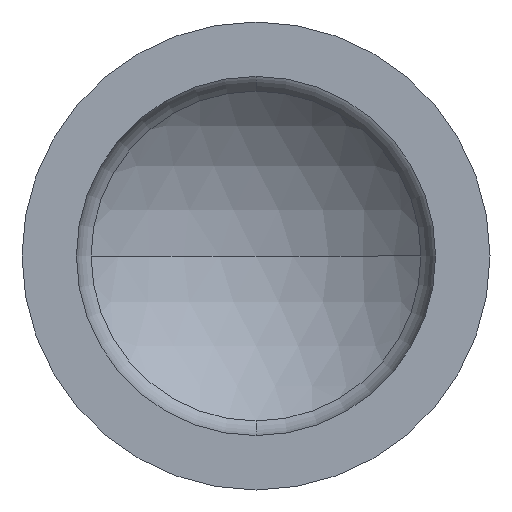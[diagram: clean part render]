
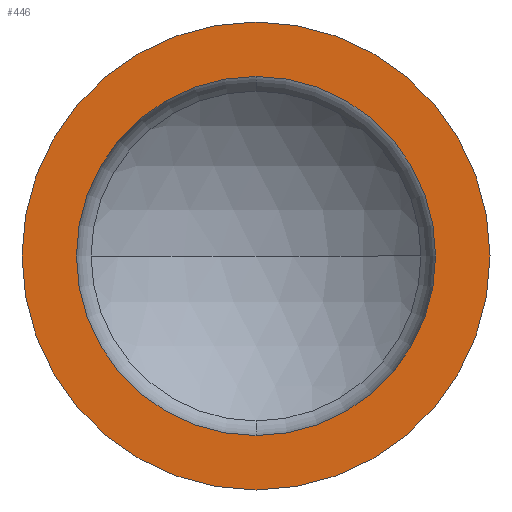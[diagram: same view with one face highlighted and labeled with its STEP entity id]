
A CAD part, front view. The second image highlights one B-rep face of the part: STEP entity #446.
In plain terms, the highlighted planar face has unit normal (0, -1, 0).
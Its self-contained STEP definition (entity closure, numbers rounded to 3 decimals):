
#3 = VERTEX_POINT ( 'NONE', #157 ) ;
#43 = DIRECTION ( 'NONE',  ( 0., 0., 1. ) ) ;
#47 = VERTEX_POINT ( 'NONE', #167 ) ;
#48 = DIRECTION ( 'NONE',  ( 0., 0., 1. ) ) ;
#62 = PLANE ( 'NONE',  #125 ) ;
#73 = ORIENTED_EDGE ( 'NONE', *, *, #199, .F. ) ;
#77 = CARTESIAN_POINT ( 'NONE',  ( 0., 0., 0. ) ) ;
#83 = DIRECTION ( 'NONE',  ( 0., 1., 0. ) ) ;
#93 = FACE_OUTER_BOUND ( 'NONE', #282, .T. ) ;
#99 = DIRECTION ( 'NONE',  ( 0., -1., 0. ) ) ;
#105 = DIRECTION ( 'NONE',  ( 0., 1., 0. ) ) ;
#120 = ORIENTED_EDGE ( 'NONE', *, *, #236, .T. ) ;
#125 = AXIS2_PLACEMENT_3D ( 'NONE', #235, #99, #376 ) ;
#147 = CARTESIAN_POINT ( 'NONE',  ( 0., 0., 0. ) ) ;
#155 = FACE_BOUND ( 'NONE', #223, .T. ) ;
#157 = CARTESIAN_POINT ( 'NONE',  ( 0., 0., 8.6 ) ) ;
#163 = CARTESIAN_POINT ( 'NONE',  ( 0., 0., 6.6 ) ) ;
#166 = AXIS2_PLACEMENT_3D ( 'NONE', #147, #390, #359 ) ;
#167 = CARTESIAN_POINT ( 'NONE',  ( 0., 0., -6.6 ) ) ;
#176 = CIRCLE ( 'NONE', #434, 8.6 ) ;
#181 = EDGE_CURVE ( 'NONE', #360, #47, #195, .T. ) ;
#195 = CIRCLE ( 'NONE', #304, 6.6 ) ;
#199 = EDGE_CURVE ( 'NONE', #422, #3, #361, .T. ) ;
#223 = EDGE_LOOP ( 'NONE', ( #277, #120 ) ) ;
#235 = CARTESIAN_POINT ( 'NONE',  ( -6.6, 0., 0. ) ) ;
#236 = EDGE_CURVE ( 'NONE', #47, #360, #336, .T. ) ;
#277 = ORIENTED_EDGE ( 'NONE', *, *, #181, .T. ) ;
#282 = EDGE_LOOP ( 'NONE', ( #398, #73 ) ) ;
#287 = DIRECTION ( 'NONE',  ( 0., 1., 0. ) ) ;
#304 = AXIS2_PLACEMENT_3D ( 'NONE', #392, #105, #328 ) ;
#328 = DIRECTION ( 'NONE',  ( 0., 0., 1. ) ) ;
#330 = CARTESIAN_POINT ( 'NONE',  ( 0., 0., 0. ) ) ;
#336 = CIRCLE ( 'NONE', #449, 6.6 ) ;
#357 = EDGE_CURVE ( 'NONE', #3, #422, #176, .T. ) ;
#359 = DIRECTION ( 'NONE',  ( 0., 0., 1. ) ) ;
#360 = VERTEX_POINT ( 'NONE', #163 ) ;
#361 = CIRCLE ( 'NONE', #166, 8.6 ) ;
#376 = DIRECTION ( 'NONE',  ( 0., 0., -1. ) ) ;
#390 = DIRECTION ( 'NONE',  ( 0., 1., 0. ) ) ;
#392 = CARTESIAN_POINT ( 'NONE',  ( 0., 0., 0. ) ) ;
#398 = ORIENTED_EDGE ( 'NONE', *, *, #357, .F. ) ;
#422 = VERTEX_POINT ( 'NONE', #439 ) ;
#434 = AXIS2_PLACEMENT_3D ( 'NONE', #330, #83, #48 ) ;
#439 = CARTESIAN_POINT ( 'NONE',  ( 0., 0., -8.6 ) ) ;
#446 = ADVANCED_FACE ( 'NONE', ( #155, #93 ), #62, .T. ) ;
#449 = AXIS2_PLACEMENT_3D ( 'NONE', #77, #287, #43 ) ;
